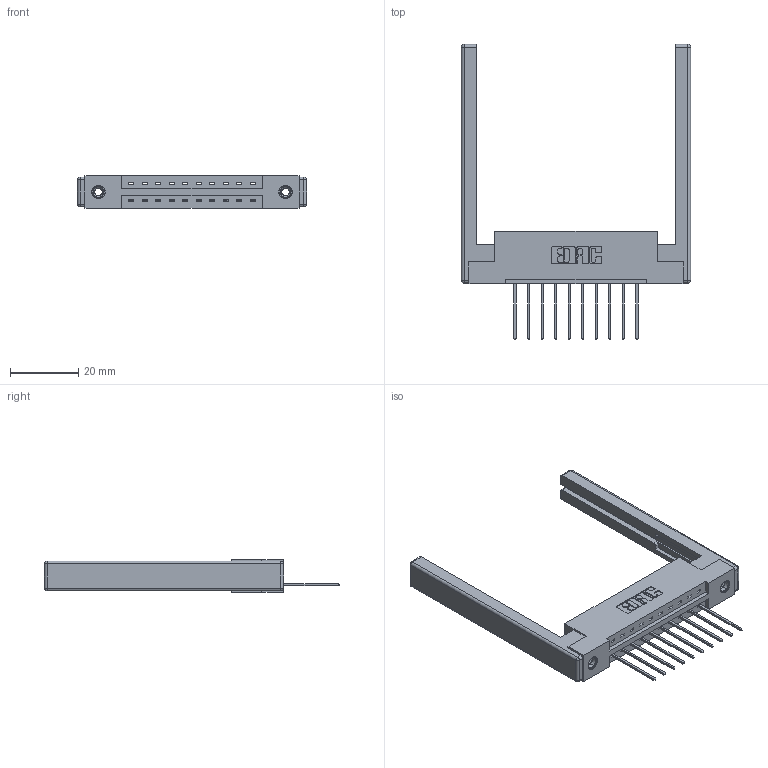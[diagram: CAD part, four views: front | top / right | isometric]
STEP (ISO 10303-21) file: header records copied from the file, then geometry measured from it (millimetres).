
FILE_DESCRIPTION (( 'STEP AP203' ), '1' );
FILE_NAME ('337-010-542-168.STEP', '2019-09-27T21:45:59', ( '' ), ( '' ), 'SwSTEP 2.0', 'SolidWorks 2016', '' );
FILE_SCHEMA (( 'CONFIG_CONTROL_DESIGN' ));
Length unit declared in the file: inch
Products named in the file (5): 345-250-001_345-250-001-102; 307-220-068; 337-010-542-168; 337 Part_Flush Mounting Lugs - 0.156 Dia-TI; 345-292-001_345-293-142
Assembly tree (15 placements, depth 2):
  337-010-542-168
    337 Part_Flush Mounting Lugs - 0.156 Dia-TI
    345-292-001_345-293-142  x10
    345-250-001_345-250-001-102  x2
    307-220-068  x2
Bounding box: 67.06 x 86.37 x 9.4 mm (x, y, z)
Volume: 10982.4 mm3; surface area: 10872.4 mm2
Topology: 15 solids, 15 shells, 888 faces, 2581 edges, 1686 vertices
Faces by surface type: plane 618, cylinder 246, cone 12, sphere 8, torus 4
Entity records: 14350 total; most frequent: CARTESIAN_POINT 2453, ORIENTED_EDGE 2388, DIRECTION 2204, EDGE_CURVE 1194, LINE 1016, VECTOR 1016, VERTEX_POINT 786, AXIS2_PLACEMENT_3D 594
